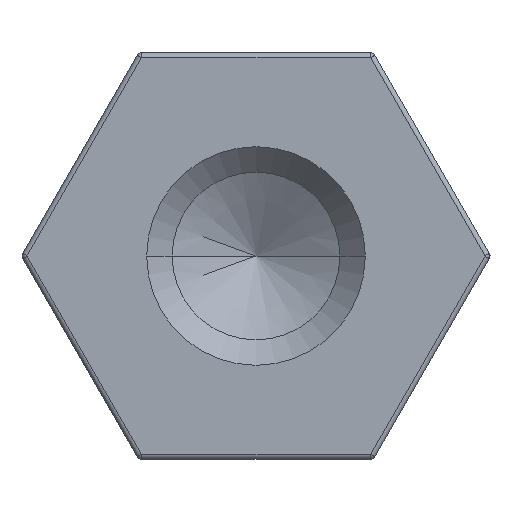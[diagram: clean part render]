
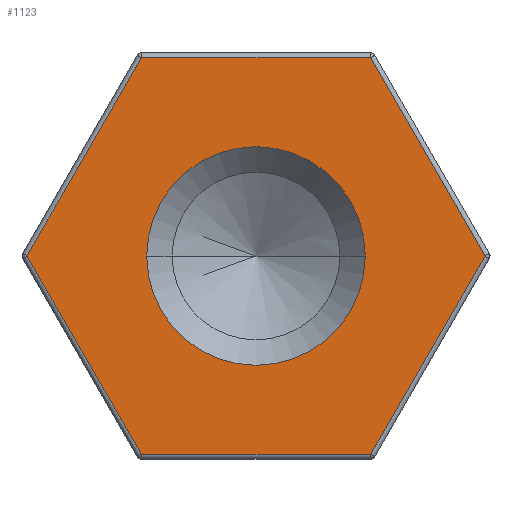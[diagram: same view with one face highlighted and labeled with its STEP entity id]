
A CAD part, left-side view. The second image highlights one B-rep face of the part: STEP entity #1123.
In plain terms, the highlighted planar face has unit normal (-1, 0, 0).
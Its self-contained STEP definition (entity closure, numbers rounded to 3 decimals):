
#52 = DIRECTION ( 'NONE',  ( 0., -0.5, -0.866 ) ) ;
#53 = VERTEX_POINT ( 'NONE', #1306 ) ;
#58 = CARTESIAN_POINT ( 'NONE',  ( 0., 3.377, -1.95 ) ) ;
#66 = CARTESIAN_POINT ( 'NONE',  ( 0., -3.377, -1.95 ) ) ;
#70 = VECTOR ( 'NONE', #94, 1000. ) ;
#83 = AXIS2_PLACEMENT_3D ( 'NONE', #1374, #1416, #1414 ) ;
#87 = CARTESIAN_POINT ( 'NONE',  ( 0., 0., -3.9 ) ) ;
#89 = CARTESIAN_POINT ( 'NONE',  ( 0., -3.377, 1.95 ) ) ;
#94 = DIRECTION ( 'NONE',  ( 0., 1., 0. ) ) ;
#119 = CARTESIAN_POINT ( 'NONE',  ( 0., -2.15, 0. ) ) ;
#123 = VECTOR ( 'NONE', #1204, 1000. ) ;
#130 = DIRECTION ( 'NONE',  ( 0., -1., 0. ) ) ;
#140 = AXIS2_PLACEMENT_3D ( 'NONE', #758, #580, #855 ) ;
#167 = EDGE_CURVE ( 'NONE', #1105, #53, #485, .T. ) ;
#174 = LINE ( 'NONE', #66, #820 ) ;
#210 = ORIENTED_EDGE ( 'NONE', *, *, #244, .T. ) ;
#226 = LINE ( 'NONE', #58, #522 ) ;
#239 = CARTESIAN_POINT ( 'NONE',  ( 0., 3.377, 1.95 ) ) ;
#244 = EDGE_CURVE ( 'NONE', #53, #1105, #1408, .T. ) ;
#256 = CARTESIAN_POINT ( 'NONE',  ( 0., 0., 3.9 ) ) ;
#263 = ORIENTED_EDGE ( 'NONE', *, *, #296, .T. ) ;
#288 = EDGE_CURVE ( 'NONE', #1317, #1116, #174, .T. ) ;
#290 = CARTESIAN_POINT ( 'NONE',  ( 0., 0., 0. ) ) ;
#296 = EDGE_CURVE ( 'NONE', #334, #1317, #1328, .T. ) ;
#301 = EDGE_CURVE ( 'NONE', #1227, #334, #226, .T. ) ;
#303 = EDGE_CURVE ( 'NONE', #917, #1227, #794, .T. ) ;
#308 = EDGE_CURVE ( 'NONE', #1102, #917, #1251, .T. ) ;
#312 = ORIENTED_EDGE ( 'NONE', *, *, #303, .T. ) ;
#315 = EDGE_CURVE ( 'NONE', #1116, #1102, #482, .T. ) ;
#334 = VERTEX_POINT ( 'NONE', #1213 ) ;
#395 = AXIS2_PLACEMENT_3D ( 'NONE', #290, #1249, #671 ) ;
#429 = CARTESIAN_POINT ( 'NONE',  ( 0., -4.503, 0. ) ) ;
#474 = DIRECTION ( 'NONE',  ( 0., 0.5, -0.866 ) ) ;
#482 = LINE ( 'NONE', #89, #123 ) ;
#485 = CIRCLE ( 'NONE', #140, 2.15 ) ;
#522 = VECTOR ( 'NONE', #52, 1000. ) ;
#568 = PLANE ( 'NONE',  #395 ) ;
#580 = DIRECTION ( 'NONE',  ( 1., 0., 0. ) ) ;
#598 = EDGE_LOOP ( 'NONE', ( #210, #1319 ) ) ;
#649 = CARTESIAN_POINT ( 'NONE',  ( 0., 2.252, 3.9 ) ) ;
#659 = EDGE_LOOP ( 'NONE', ( #682, #1398, #312, #1373, #263, #1346 ) ) ;
#671 = DIRECTION ( 'NONE',  ( 0., 1., 0. ) ) ;
#682 = ORIENTED_EDGE ( 'NONE', *, *, #315, .T. ) ;
#758 = CARTESIAN_POINT ( 'NONE',  ( 0., 0., 0. ) ) ;
#792 = DIRECTION ( 'NONE',  ( 0., -0.5, 0.866 ) ) ;
#794 = LINE ( 'NONE', #239, #1276 ) ;
#820 = VECTOR ( 'NONE', #792, 1000. ) ;
#855 = DIRECTION ( 'NONE',  ( 0., 1., 0. ) ) ;
#859 = CARTESIAN_POINT ( 'NONE',  ( 0., -2.252, 3.9 ) ) ;
#870 = CARTESIAN_POINT ( 'NONE',  ( 0., -2.252, -3.9 ) ) ;
#917 = VERTEX_POINT ( 'NONE', #649 ) ;
#940 = FACE_BOUND ( 'NONE', #598, .T. ) ;
#1052 = VECTOR ( 'NONE', #130, 1000. ) ;
#1102 = VERTEX_POINT ( 'NONE', #859 ) ;
#1105 = VERTEX_POINT ( 'NONE', #119 ) ;
#1116 = VERTEX_POINT ( 'NONE', #429 ) ;
#1123 = ADVANCED_FACE ( 'NONE', ( #1402, #940 ), #568, .F. ) ;
#1204 = DIRECTION ( 'NONE',  ( 0., 0.5, 0.866 ) ) ;
#1213 = CARTESIAN_POINT ( 'NONE',  ( 0., 2.252, -3.9 ) ) ;
#1227 = VERTEX_POINT ( 'NONE', #1260 ) ;
#1249 = DIRECTION ( 'NONE',  ( 1., 0., 0. ) ) ;
#1251 = LINE ( 'NONE', #256, #70 ) ;
#1260 = CARTESIAN_POINT ( 'NONE',  ( 0., 4.503, 0. ) ) ;
#1276 = VECTOR ( 'NONE', #474, 1000. ) ;
#1306 = CARTESIAN_POINT ( 'NONE',  ( 0., 2.15, 0. ) ) ;
#1317 = VERTEX_POINT ( 'NONE', #870 ) ;
#1319 = ORIENTED_EDGE ( 'NONE', *, *, #167, .T. ) ;
#1328 = LINE ( 'NONE', #87, #1052 ) ;
#1346 = ORIENTED_EDGE ( 'NONE', *, *, #288, .T. ) ;
#1373 = ORIENTED_EDGE ( 'NONE', *, *, #301, .T. ) ;
#1374 = CARTESIAN_POINT ( 'NONE',  ( 0., 0., 0. ) ) ;
#1398 = ORIENTED_EDGE ( 'NONE', *, *, #308, .T. ) ;
#1402 = FACE_OUTER_BOUND ( 'NONE', #659, .T. ) ;
#1408 = CIRCLE ( 'NONE', #83, 2.15 ) ;
#1414 = DIRECTION ( 'NONE',  ( 0., 1., 0. ) ) ;
#1416 = DIRECTION ( 'NONE',  ( 1., 0., 0. ) ) ;
